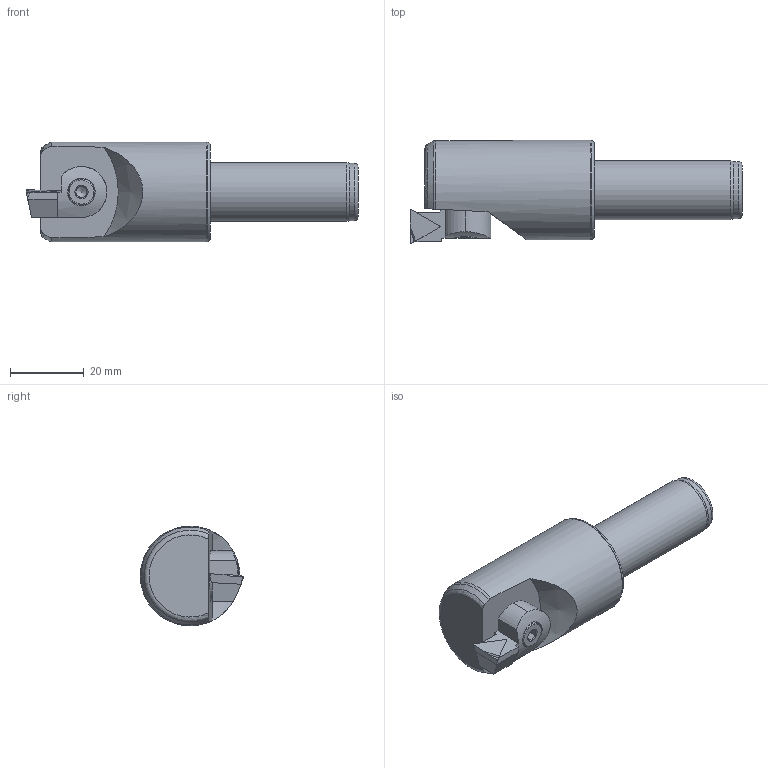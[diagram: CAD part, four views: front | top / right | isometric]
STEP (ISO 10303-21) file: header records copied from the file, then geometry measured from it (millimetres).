
FILE_DESCRIPTION(/* description */ (''),/* implementation_level */ '2;1');
FILE_NAME(/* name */ 'SET-29X40-ABHF-D29X40-WA16.stp',/* time_stamp */ '2023-10-18T10:18:56+03:00',/* author */ (''),/* organization */ (''),/* preprocessor_version */ 'ST-DEVELOPER v19.4',/* originating_system */ 'SIEMENS PLM Software NX2306.3001',/* authorisation */ '');
FILE_SCHEMA (('AP203_CONFIGURATION_CONTROLLED_3D_DESIGN_OF_MECHANICAL_PARTS_AND_ASSEMBLIES_MIM_LF { 1 0 10303 403 2 1 2}'));
Length unit declared in the file: millimetre
Products named in the file (1): SET-29X40-ABHF-D29X40-WA16
Bounding box: 90.03 x 28 x 27 mm (x, y, z)
Volume: 32404.4 mm3; surface area: 7680.6 mm2
Topology: 2 solids, 3 shells, 70 faces, 173 edges, 110 vertices
Faces by surface type: plane 39, cylinder 14, cone 9, torus 6, bspline 2
Full cylindrical faces by diameter (mm): 4 x3, 4.1 x1, 7 x1, 7.5 x1, 15.5 x1, 16 x1, 27 x1
Entity records: 3090 total; most frequent: CARTESIAN_POINT 1576, DIRECTION 283, ORIENTED_EDGE 276, EDGE_CURVE 138, AXIS2_PLACEMENT_3D 106, VERTEX_POINT 97, EDGE_LOOP 88, LINE 71
